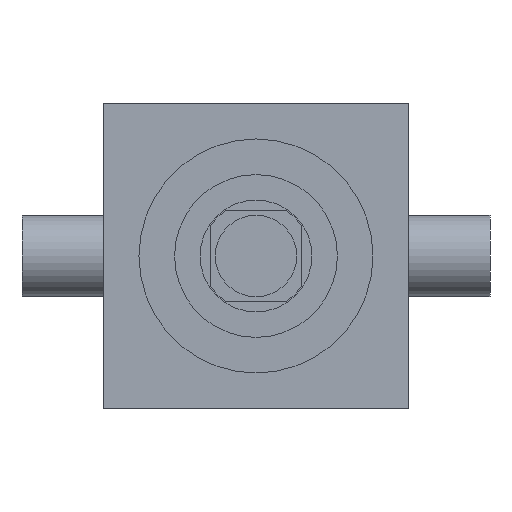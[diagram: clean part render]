
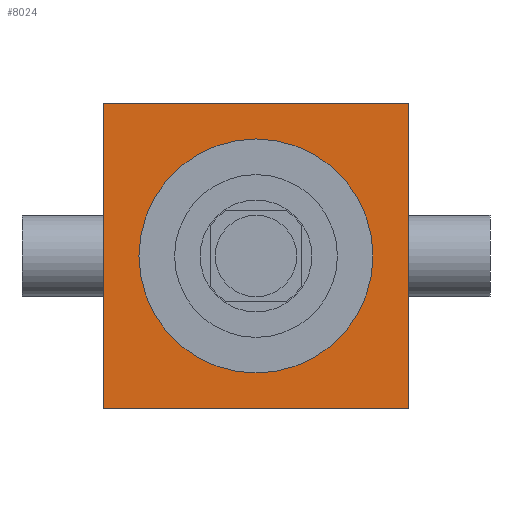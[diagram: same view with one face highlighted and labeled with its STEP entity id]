
A CAD part, front view. The second image highlights one B-rep face of the part: STEP entity #8024.
In plain terms, the highlighted face is planar.
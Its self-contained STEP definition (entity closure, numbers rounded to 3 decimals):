
#451=EDGE_CURVE('',#457,#457,#452,.T.);
#452=CIRCLE('',#453,36.513);
#453=AXIS2_PLACEMENT_3D('',#454,#455,#456);
#454=CARTESIAN_POINT('',(0.,41.275,0.));
#455=DIRECTION('',(0.,1.,0.));
#456=DIRECTION('',(1.,0.,0.));
#457=VERTEX_POINT('',#458);
#458=CARTESIAN_POINT('',(36.513,41.275,0.));
#614=VERTEX_POINT('',#615);
#615=CARTESIAN_POINT('',(47.625,41.275,-47.625));
#616=EDGE_CURVE('',#621,#614,#617,.T.);
#617=LINE('',#618,#619);
#618=CARTESIAN_POINT('',(-47.625,41.275,-47.625));
#619=VECTOR('',#620,1.);
#620=DIRECTION('',(1.,0.,0.));
#621=VERTEX_POINT('',#622);
#622=CARTESIAN_POINT('',(-47.625,41.275,-47.625));
#655=VERTEX_POINT('',#656);
#656=CARTESIAN_POINT('',(47.625,41.275,47.625));
#657=EDGE_CURVE('',#614,#655,#658,.T.);
#658=LINE('',#659,#660);
#659=CARTESIAN_POINT('',(47.625,41.275,-47.625));
#660=VECTOR('',#661,1.);
#661=DIRECTION('',(0.,0.,1.));
#689=VERTEX_POINT('',#690);
#690=CARTESIAN_POINT('',(-47.625,41.275,47.625));
#691=EDGE_CURVE('',#655,#689,#692,.T.);
#692=LINE('',#693,#694);
#693=CARTESIAN_POINT('',(47.625,41.275,47.625));
#694=VECTOR('',#695,1.);
#695=DIRECTION('',(-1.,0.,0.));
#718=EDGE_CURVE('',#689,#621,#719,.T.);
#719=LINE('',#720,#721);
#720=CARTESIAN_POINT('',(-47.625,41.275,47.625));
#721=VECTOR('',#722,1.);
#722=DIRECTION('',(0.,0.,-1.));
#728=FACE_OUTER_BOUND('',#730,.T.);
#729=FACE_BOUND('',#731,.T.);
#730=EDGE_LOOP('',(#732));
#731=EDGE_LOOP('',(#733,#734,#735,#736));
#732=ORIENTED_EDGE('',*,*,#451,.T.);
#733=ORIENTED_EDGE('',*,*,#616,.T.);
#734=ORIENTED_EDGE('',*,*,#657,.T.);
#735=ORIENTED_EDGE('',*,*,#691,.T.);
#736=ORIENTED_EDGE('',*,*,#718,.T.);
#737=PLANE('',#738);
#738=AXIS2_PLACEMENT_3D('',#739,#740,#741);
#739=CARTESIAN_POINT('',(47.625,41.275,-47.625));
#740=DIRECTION('',(0.,-1.,0.));
#741=DIRECTION('',(0.,0.,-1.));
#8024=ADVANCED_FACE('',(#728,#729),#737,.T.);
